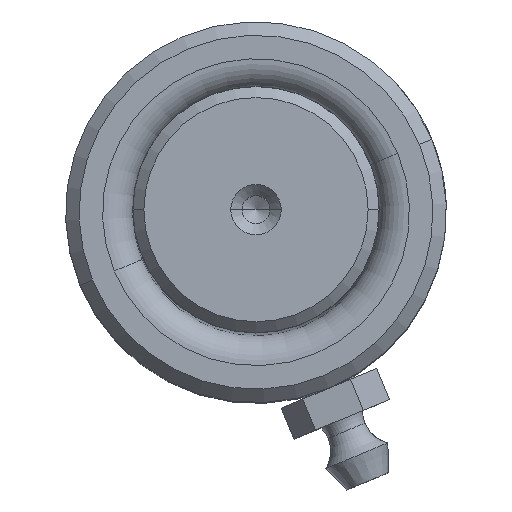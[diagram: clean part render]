
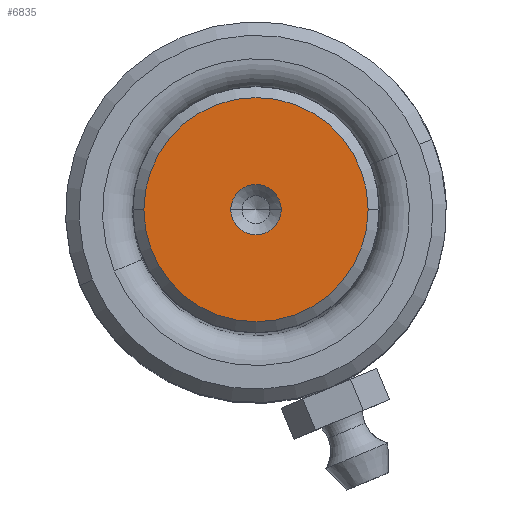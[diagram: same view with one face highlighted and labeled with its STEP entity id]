
A CAD part, top view. The second image highlights one B-rep face of the part: STEP entity #6835.
In plain terms, the highlighted planar face has unit normal (0, 0, 1).
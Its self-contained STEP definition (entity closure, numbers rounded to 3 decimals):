
#13 = EDGE_LOOP ( 'NONE', ( #1546, #2611 ) ) ;
#69 = AXIS2_PLACEMENT_3D ( 'NONE', #4280, #4298, #4831 ) ;
#205 = VERTEX_POINT ( 'NONE', #4243 ) ;
#327 = VERTEX_POINT ( 'NONE', #3769 ) ;
#532 = DIRECTION ( 'NONE',  ( 0., 0., 1. ) ) ;
#694 = CIRCLE ( 'NONE', #4702, 10.009 ) ;
#824 = VERTEX_POINT ( 'NONE', #5608 ) ;
#1066 = CARTESIAN_POINT ( 'NONE',  ( 0., 0., 180. ) ) ;
#1209 = ORIENTED_EDGE ( 'NONE', *, *, #5450, .F. ) ;
#1254 = EDGE_CURVE ( 'NONE', #205, #5148, #3887, .T. ) ;
#1546 = ORIENTED_EDGE ( 'NONE', *, *, #2434, .T. ) ;
#1623 = DIRECTION ( 'NONE',  ( 1., 0., 0. ) ) ;
#2004 = DIRECTION ( 'NONE',  ( 0., 0., 1. ) ) ;
#2122 = CIRCLE ( 'NONE', #2421, 2.25 ) ;
#2223 = CARTESIAN_POINT ( 'NONE',  ( 2.25, 0., 180. ) ) ;
#2421 = AXIS2_PLACEMENT_3D ( 'NONE', #2666, #532, #1623 ) ;
#2434 = EDGE_CURVE ( 'NONE', #327, #824, #694, .T. ) ;
#2525 = FACE_OUTER_BOUND ( 'NONE', #13, .T. ) ;
#2611 = ORIENTED_EDGE ( 'NONE', *, *, #4411, .T. ) ;
#2666 = CARTESIAN_POINT ( 'NONE',  ( 0., 0., 180. ) ) ;
#3119 = CARTESIAN_POINT ( 'NONE',  ( 0., 0., 180. ) ) ;
#3155 = DIRECTION ( 'NONE',  ( 0., 0., 1. ) ) ;
#3769 = CARTESIAN_POINT ( 'NONE',  ( -10.009, 0., 180. ) ) ;
#3887 = CIRCLE ( 'NONE', #6033, 2.25 ) ;
#4204 = FACE_BOUND ( 'NONE', #5282, .T. ) ;
#4243 = CARTESIAN_POINT ( 'NONE',  ( -2.25, 0., 180. ) ) ;
#4276 = ORIENTED_EDGE ( 'NONE', *, *, #1254, .F. ) ;
#4280 = CARTESIAN_POINT ( 'NONE',  ( 0., 0., 180. ) ) ;
#4298 = DIRECTION ( 'NONE',  ( 0., 0., 1. ) ) ;
#4353 = DIRECTION ( 'NONE',  ( 1., 0., 0. ) ) ;
#4411 = EDGE_CURVE ( 'NONE', #824, #327, #5145, .T. ) ;
#4702 = AXIS2_PLACEMENT_3D ( 'NONE', #1066, #3155, #6913 ) ;
#4831 = DIRECTION ( 'NONE',  ( 1., 0., 0. ) ) ;
#5145 = CIRCLE ( 'NONE', #6377, 10.009 ) ;
#5148 = VERTEX_POINT ( 'NONE', #2223 ) ;
#5282 = EDGE_LOOP ( 'NONE', ( #1209, #4276 ) ) ;
#5450 = EDGE_CURVE ( 'NONE', #5148, #205, #2122, .T. ) ;
#5608 = CARTESIAN_POINT ( 'NONE',  ( 10.009, 0., 180. ) ) ;
#5936 = DIRECTION ( 'NONE',  ( 0., 0., 1. ) ) ;
#6033 = AXIS2_PLACEMENT_3D ( 'NONE', #3119, #2004, #6843 ) ;
#6377 = AXIS2_PLACEMENT_3D ( 'NONE', #6503, #5936, #4353 ) ;
#6503 = CARTESIAN_POINT ( 'NONE',  ( 0., 0., 180. ) ) ;
#6835 = ADVANCED_FACE ( 'NONE', ( #4204, #2525 ), #6904, .T. ) ;
#6843 = DIRECTION ( 'NONE',  ( 1., 0., 0. ) ) ;
#6904 = PLANE ( 'NONE',  #69 ) ;
#6913 = DIRECTION ( 'NONE',  ( 1., 0., 0. ) ) ;
